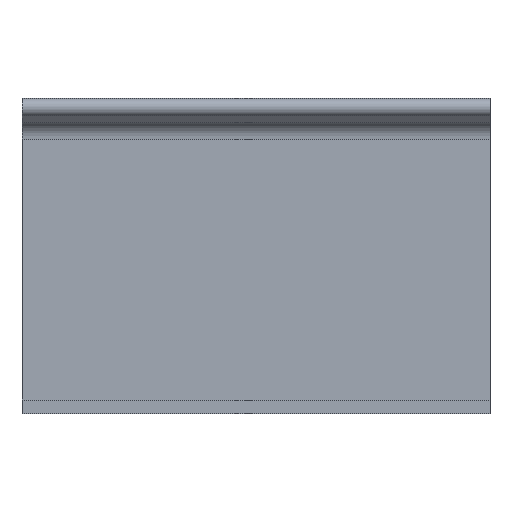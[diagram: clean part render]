
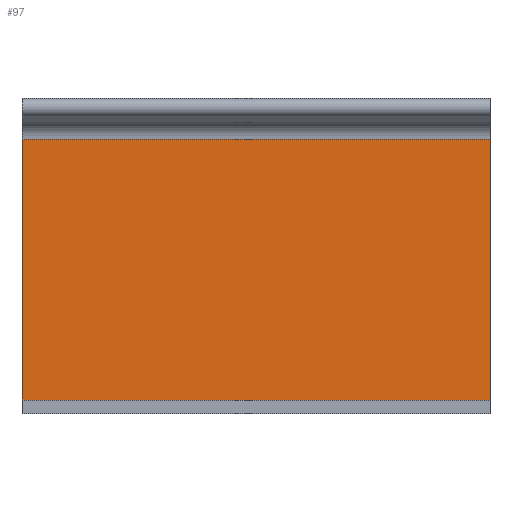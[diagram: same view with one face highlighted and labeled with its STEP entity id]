
A CAD part, front view. The second image highlights one B-rep face of the part: STEP entity #97.
In plain terms, the highlighted planar face has unit normal (0, -1, 0).
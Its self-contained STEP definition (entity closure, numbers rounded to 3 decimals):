
#12 = ORIENTED_EDGE ( 'NONE', *, *, #32, .F. ) ;
#13 = CARTESIAN_POINT ( 'NONE',  ( 26., -1.5, 30.493 ) ) ;
#16 = CARTESIAN_POINT ( 'NONE',  ( -26., -1.5, 1.5 ) ) ;
#21 = EDGE_CURVE ( 'NONE', #250, #178, #352, .T. ) ;
#23 = CARTESIAN_POINT ( 'NONE',  ( 26., -1.5, 1.5 ) ) ;
#26 = LINE ( 'NONE', #107, #92 ) ;
#32 = EDGE_CURVE ( 'NONE', #466, #178, #185, .T. ) ;
#56 = CARTESIAN_POINT ( 'NONE',  ( 26., -1.5, 30.493 ) ) ;
#78 = EDGE_CURVE ( 'NONE', #239, #250, #26, .T. ) ;
#92 = VECTOR ( 'NONE', #516, 1000. ) ;
#97 = ADVANCED_FACE ( 'NONE', ( #155 ), #266, .F. ) ;
#103 = VECTOR ( 'NONE', #194, 1000. ) ;
#107 = CARTESIAN_POINT ( 'NONE',  ( 26., -1.5, 30.493 ) ) ;
#120 = ORIENTED_EDGE ( 'NONE', *, *, #78, .T. ) ;
#139 = CARTESIAN_POINT ( 'NONE',  ( -26., -1.5, 30.493 ) ) ;
#143 = DIRECTION ( 'NONE',  ( 0., 0., -1. ) ) ;
#155 = FACE_OUTER_BOUND ( 'NONE', #423, .T. ) ;
#161 = ORIENTED_EDGE ( 'NONE', *, *, #323, .F. ) ;
#178 = VERTEX_POINT ( 'NONE', #16 ) ;
#185 = LINE ( 'NONE', #23, #496 ) ;
#189 = CARTESIAN_POINT ( 'NONE',  ( 26., -1.5, 30.493 ) ) ;
#194 = DIRECTION ( 'NONE',  ( 0., 0., -1. ) ) ;
#223 = DIRECTION ( 'NONE',  ( 0., 1., 0. ) ) ;
#239 = VERTEX_POINT ( 'NONE', #13 ) ;
#248 = VECTOR ( 'NONE', #143, 1000. ) ;
#250 = VERTEX_POINT ( 'NONE', #139 ) ;
#266 = PLANE ( 'NONE',  #481 ) ;
#323 = EDGE_CURVE ( 'NONE', #239, #466, #510, .T. ) ;
#352 = LINE ( 'NONE', #468, #103 ) ;
#383 = DIRECTION ( 'NONE',  ( 0., 0., 1. ) ) ;
#409 = CARTESIAN_POINT ( 'NONE',  ( 26., -1.5, 1.5 ) ) ;
#414 = ORIENTED_EDGE ( 'NONE', *, *, #21, .T. ) ;
#423 = EDGE_LOOP ( 'NONE', ( #414, #12, #161, #120 ) ) ;
#428 = DIRECTION ( 'NONE',  ( -1., 0., 0. ) ) ;
#466 = VERTEX_POINT ( 'NONE', #409 ) ;
#468 = CARTESIAN_POINT ( 'NONE',  ( -26., -1.5, 30.493 ) ) ;
#481 = AXIS2_PLACEMENT_3D ( 'NONE', #189, #223, #383 ) ;
#496 = VECTOR ( 'NONE', #428, 1000. ) ;
#510 = LINE ( 'NONE', #56, #248 ) ;
#516 = DIRECTION ( 'NONE',  ( -1., 0., 0. ) ) ;
